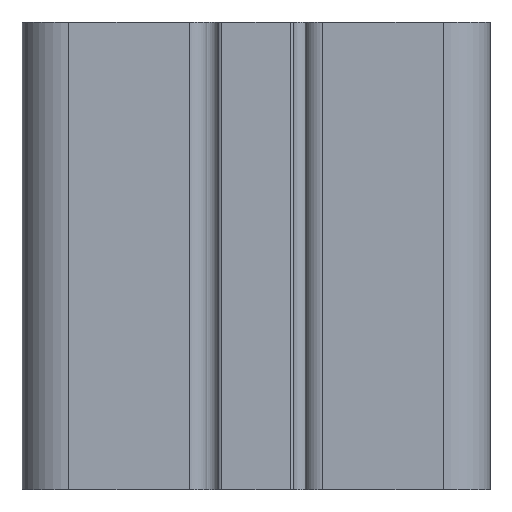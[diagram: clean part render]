
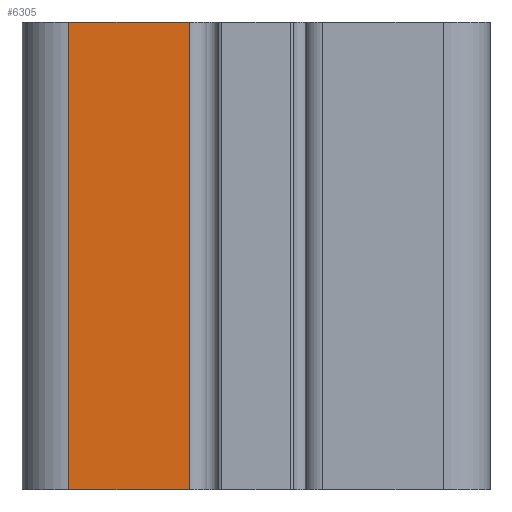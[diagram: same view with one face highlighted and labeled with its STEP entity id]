
A CAD part, left-side view. The second image highlights one B-rep face of the part: STEP entity #6305.
In plain terms, the highlighted planar face has unit normal (-1, 0, 0).
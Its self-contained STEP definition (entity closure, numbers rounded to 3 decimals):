
#65 = CARTESIAN_POINT ( 'NONE',  ( 236.184, 196.255, 40. ) ) ;
#258 = EDGE_CURVE ( 'NONE', #2255, #6745, #9562, .T. ) ;
#314 = EDGE_CURVE ( 'NONE', #5247, #9251, #7346, .T. ) ;
#427 = EDGE_CURVE ( 'NONE', #6745, #9251, #2186, .T. ) ;
#809 = PLANE ( 'NONE',  #4000 ) ;
#835 = DIRECTION ( 'NONE',  ( 0., 0., -1. ) ) ;
#975 = DIRECTION ( 'NONE',  ( 0., -1., 0. ) ) ;
#1001 = ORIENTED_EDGE ( 'NONE', *, *, #427, .F. ) ;
#1597 = DIRECTION ( 'NONE',  ( 0., 0., -1. ) ) ;
#1817 = DIRECTION ( 'NONE',  ( 0., -1., 0. ) ) ;
#2063 = LINE ( 'NONE', #3984, #7697 ) ;
#2186 = LINE ( 'NONE', #6461, #7698 ) ;
#2255 = VERTEX_POINT ( 'NONE', #65 ) ;
#2311 = ORIENTED_EDGE ( 'NONE', *, *, #6306, .T. ) ;
#2566 = CARTESIAN_POINT ( 'NONE',  ( 236.184, 185.955, 0. ) ) ;
#3984 = CARTESIAN_POINT ( 'NONE',  ( 236.184, 196.255, 40. ) ) ;
#4000 = AXIS2_PLACEMENT_3D ( 'NONE', #5478, #9264, #835 ) ;
#4442 = ORIENTED_EDGE ( 'NONE', *, *, #258, .F. ) ;
#4861 = EDGE_LOOP ( 'NONE', ( #8649, #1001, #4442, #2311 ) ) ;
#5062 = DIRECTION ( 'NONE',  ( 0., 0., -1. ) ) ;
#5247 = VERTEX_POINT ( 'NONE', #8592 ) ;
#5478 = CARTESIAN_POINT ( 'NONE',  ( 236.184, 185.955, 40. ) ) ;
#5571 = VECTOR ( 'NONE', #975, 1000. ) ;
#5629 = CARTESIAN_POINT ( 'NONE',  ( 236.184, 185.955, 40. ) ) ;
#5700 = CARTESIAN_POINT ( 'NONE',  ( 236.184, 185.955, 0. ) ) ;
#6305 = ADVANCED_FACE ( 'NONE', ( #6987 ), #809, .F. ) ;
#6306 = EDGE_CURVE ( 'NONE', #2255, #5247, #2063, .T. ) ;
#6461 = CARTESIAN_POINT ( 'NONE',  ( 236.184, 185.955, 40. ) ) ;
#6745 = VERTEX_POINT ( 'NONE', #7850 ) ;
#6987 = FACE_OUTER_BOUND ( 'NONE', #4861, .T. ) ;
#7346 = LINE ( 'NONE', #2566, #8988 ) ;
#7697 = VECTOR ( 'NONE', #1597, 1000. ) ;
#7698 = VECTOR ( 'NONE', #5062, 1000. ) ;
#7850 = CARTESIAN_POINT ( 'NONE',  ( 236.184, 185.955, 40. ) ) ;
#8592 = CARTESIAN_POINT ( 'NONE',  ( 236.184, 196.255, 0. ) ) ;
#8649 = ORIENTED_EDGE ( 'NONE', *, *, #314, .T. ) ;
#8988 = VECTOR ( 'NONE', #1817, 1000. ) ;
#9251 = VERTEX_POINT ( 'NONE', #5700 ) ;
#9264 = DIRECTION ( 'NONE',  ( 1., 0., 0. ) ) ;
#9562 = LINE ( 'NONE', #5629, #5571 ) ;
